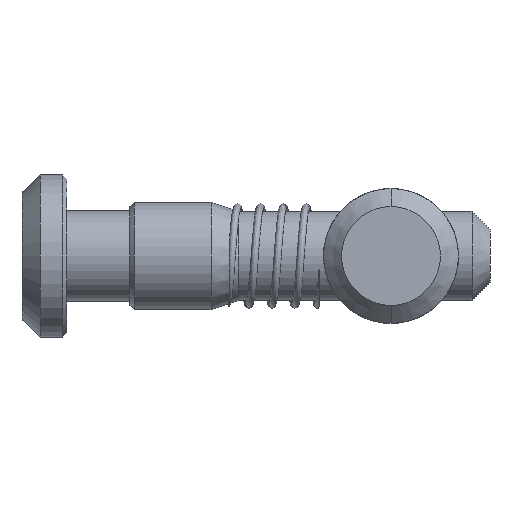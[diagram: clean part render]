
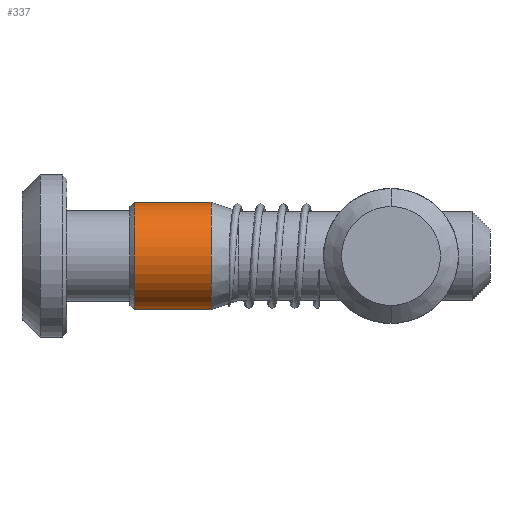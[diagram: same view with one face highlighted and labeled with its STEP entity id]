
A CAD part, left-side view. The second image highlights one B-rep face of the part: STEP entity #337.
In plain terms, the highlighted cylindrical face has radius 5.95 mm (diameter 11.9 mm), a partial arc.
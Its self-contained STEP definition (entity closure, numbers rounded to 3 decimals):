
#190 = FACE_OUTER_BOUND ( 'NONE', #1959, .T. ) ;
#204 = CYLINDRICAL_SURFACE ( 'NONE', #1054, 5.95 ) ;
#245 = CIRCLE ( 'NONE', #1041, 5.95 ) ;
#337 = ADVANCED_FACE ( 'NONE', ( #190 ), #204, .T. ) ;
#457 = CARTESIAN_POINT ( 'NONE',  ( -1.519, 10.879, -3.368 ) ) ;
#465 = CARTESIAN_POINT ( 'NONE',  ( -1.519, 10.879, 8.532 ) ) ;
#495 = CARTESIAN_POINT ( 'NONE',  ( -1.519, 2.379, -3.368 ) ) ;
#523 = CARTESIAN_POINT ( 'NONE',  ( -1.519, 2.379, 8.532 ) ) ;
#792 = DIRECTION ( 'NONE',  ( 0., 1., 0. ) ) ;
#800 = CARTESIAN_POINT ( 'NONE',  ( -1.519, 23.379, 8.532 ) ) ;
#801 = CARTESIAN_POINT ( 'NONE',  ( -1.519, 10.879, 2.582 ) ) ;
#802 = DIRECTION ( 'NONE',  ( 0., 1., 0. ) ) ;
#803 = DIRECTION ( 'NONE',  ( 0., 0., 1. ) ) ;
#807 = DIRECTION ( 'NONE',  ( 0., 1., 0. ) ) ;
#811 = CARTESIAN_POINT ( 'NONE',  ( -1.519, 23.379, -3.368 ) ) ;
#939 = CARTESIAN_POINT ( 'NONE',  ( -1.519, 2.379, 2.582 ) ) ;
#940 = DIRECTION ( 'NONE',  ( 0., 1., 0. ) ) ;
#941 = DIRECTION ( 'NONE',  ( 0., 0., 1. ) ) ;
#1004 = AXIS2_PLACEMENT_3D ( 'NONE', #801, #802, #803 ) ;
#1041 = AXIS2_PLACEMENT_3D ( 'NONE', #939, #940, #941 ) ;
#1054 = AXIS2_PLACEMENT_3D ( 'NONE', #2248, #2246, #2249 ) ;
#1540 = EDGE_CURVE ( 'NONE', #1905, #2148, #245, .T. ) ;
#1649 = EDGE_CURVE ( 'NONE', #1869, #1867, #1743, .T. ) ;
#1650 = EDGE_CURVE ( 'NONE', #2148, #1867, #1779, .T. ) ;
#1657 = EDGE_CURVE ( 'NONE', #1905, #1869, #1710, .T. ) ;
#1710 = LINE ( 'NONE', #811, #1740 ) ;
#1727 = VECTOR ( 'NONE', #792, 1000. ) ;
#1740 = VECTOR ( 'NONE', #807, 1000. ) ;
#1743 = CIRCLE ( 'NONE', #1004, 5.95 ) ;
#1779 = LINE ( 'NONE', #800, #1727 ) ;
#1867 = VERTEX_POINT ( 'NONE', #465 ) ;
#1869 = VERTEX_POINT ( 'NONE', #457 ) ;
#1905 = VERTEX_POINT ( 'NONE', #495 ) ;
#1934 = ORIENTED_EDGE ( 'NONE', *, *, #1657, .F. ) ;
#1949 = ORIENTED_EDGE ( 'NONE', *, *, #1650, .T. ) ;
#1959 = EDGE_LOOP ( 'NONE', ( #1934, #2007, #1949, #2028 ) ) ;
#2007 = ORIENTED_EDGE ( 'NONE', *, *, #1540, .T. ) ;
#2028 = ORIENTED_EDGE ( 'NONE', *, *, #1649, .F. ) ;
#2148 = VERTEX_POINT ( 'NONE', #523 ) ;
#2246 = DIRECTION ( 'NONE',  ( 0., 1., 0. ) ) ;
#2248 = CARTESIAN_POINT ( 'NONE',  ( -1.519, 23.379, 2.582 ) ) ;
#2249 = DIRECTION ( 'NONE',  ( 0., 0., 1. ) ) ;
